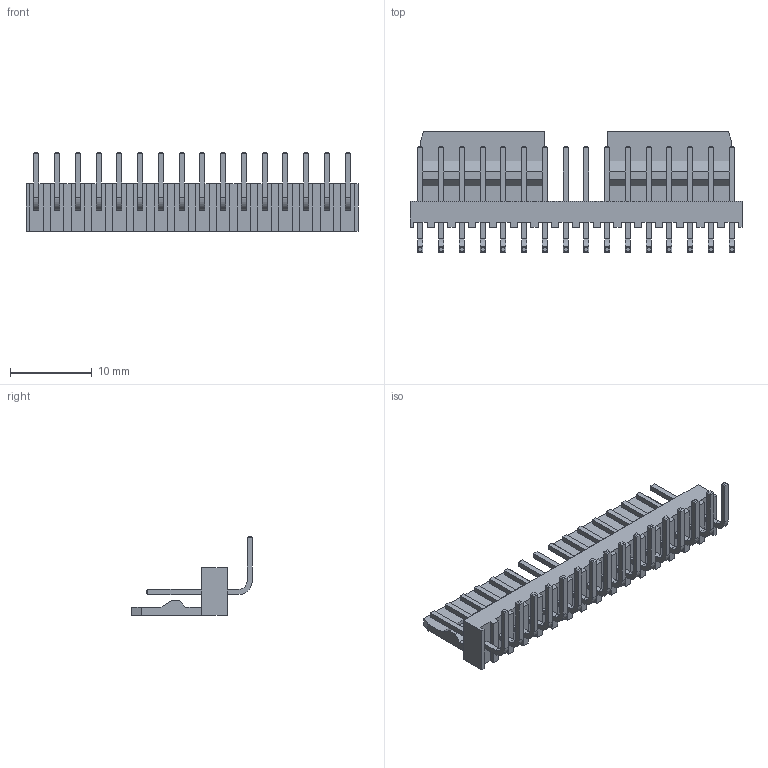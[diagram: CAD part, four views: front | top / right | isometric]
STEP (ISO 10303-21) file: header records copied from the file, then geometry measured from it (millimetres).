
FILE_DESCRIPTION((''),'2;1');
FILE_NAME('022057168','2012-02-15T',('gga'),(''),'PRO/ENGINEER BY PARAMETRIC TECHNOLOGY CORPORATION, 2003451','PRO/ENGINEER BY PARAMETRIC TECHNOLOGY CORPORATION, 2003451','');
FILE_SCHEMA(('CONFIG_CONTROL_DESIGN'));
Length unit declared in the file: millimetre
Products named in the file (1): 022057168
Bounding box: 40.64 x 14.74 x 9.64 mm (x, y, z)
Volume: 1054.6 mm3; surface area: 2159 mm2
Topology: 1 solids, 1 shells, 515 faces, 1303 edges, 838 vertices
Faces by surface type: plane 483, cylinder 32
Entity records: 15082 total; most frequent: CARTESIAN_POINT 2624, ORIENTED_EDGE 2540, DIRECTION 2433, EDGE_CURVE 1270, VECTOR 1207, LINE 1207, VERTEX_POINT 804, AXIS2_PLACEMENT_3D 613
